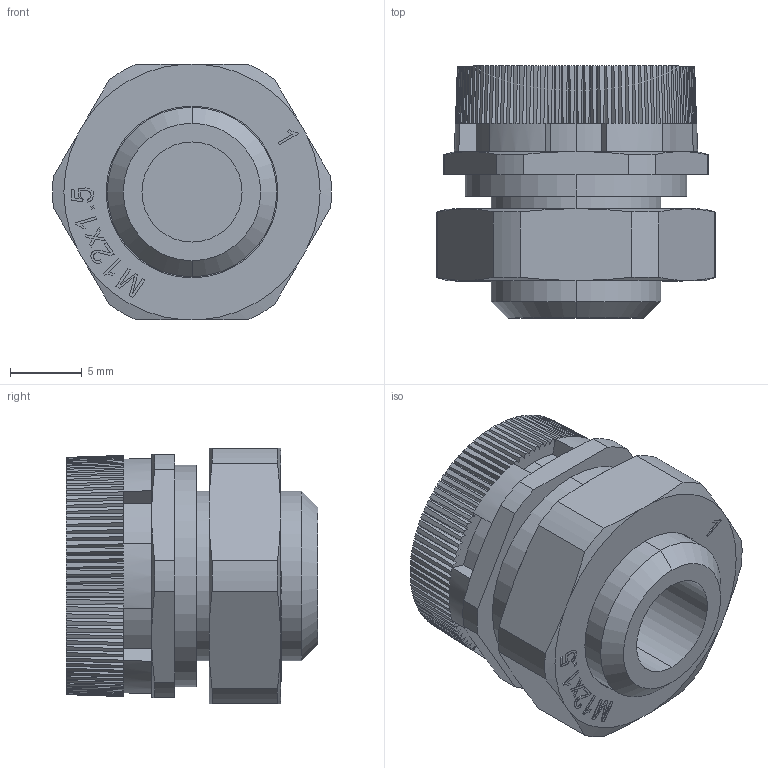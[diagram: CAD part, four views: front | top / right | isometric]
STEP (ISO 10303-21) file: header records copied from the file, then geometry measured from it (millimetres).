
FILE_DESCRIPTION (( 'STEP AP203' ), '1' );
FILE_NAME ('HBVPB-21L-WNL.step', '2024-03-20T14:39:34', ( '' ), ( '' ), 'SwSTEP 2.0', 'SolidWorks 2023', '' );
FILE_SCHEMA (( 'CONFIG_CONTROL_DESIGN' ));
Length unit declared in the file: inch
Products named in the file (1): HBVPB-21L-WNL
Bounding box: 19.49 x 17.6 x 17.86 mm (x, y, z)
Volume: 3242 mm3; surface area: 2584.4 mm2
Topology: 2 solids, 2 shells, 480 faces, 1383 edges, 920 vertices
Faces by surface type: plane 357, cone 70, cylinder 29, bspline 24
Entity records: 16194 total; most frequent: CARTESIAN_POINT 3848, ORIENTED_EDGE 2766, DIRECTION 2303, EDGE_CURVE 1383, VERTEX_POINT 920, VECTOR 809, LINE 809, AXIS2_PLACEMENT_3D 747
